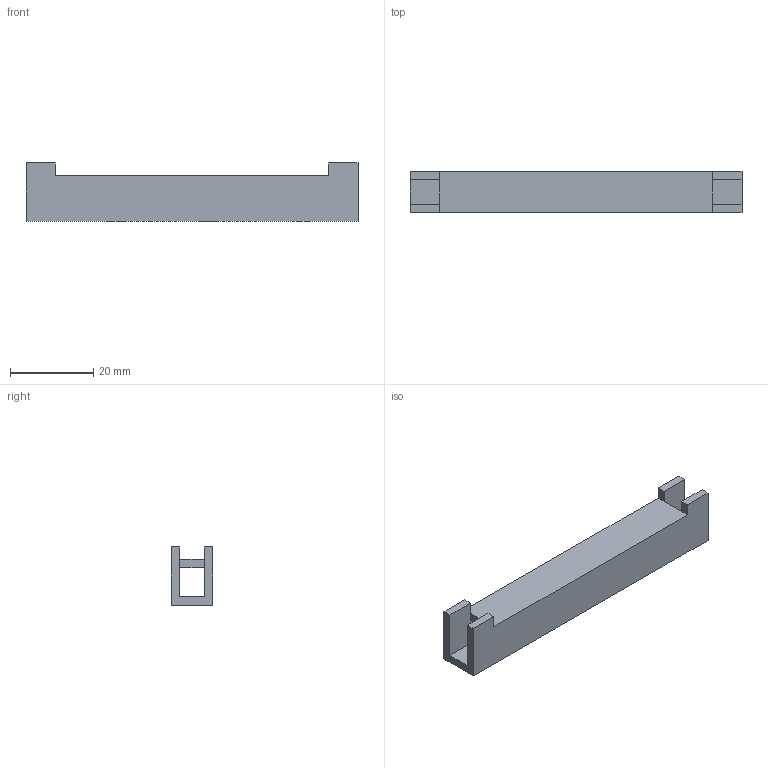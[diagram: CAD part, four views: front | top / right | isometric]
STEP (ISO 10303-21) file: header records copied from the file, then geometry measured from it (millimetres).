
FILE_DESCRIPTION(/* description */ (''),/* implementation_level */ '2;1');
FILE_NAME(/* name */ '',/* time_stamp */ '2025-12-26T21:05:32+03:00',/* author */ ('katya_notebook'),/* organization */ (''),/* preprocessor_version */ 'ST-DEVELOPER v20',/* originating_system */ 'Autodesk Inventor 2024',/* authorisation */ '');
FILE_SCHEMA (('AUTOMOTIVE_DESIGN { 1 0 10303 214 3 1 1 }'));
Length unit declared in the file: millimetre
Products named in the file (1): деталь держит 
провода
Bounding box: 80 x 10 x 13.98 mm (x, y, z)
Volume: 5363.5 mm3; surface area: 5678.6 mm2
Topology: 1 solids, 1 shells, 23 faces, 65 edges, 43 vertices
Faces by surface type: plane 20, cylinder 3
Full cylindrical faces by diameter (mm): 4 x3
Entity records: 803 total; most frequent: CARTESIAN_POINT 132, ORIENTED_EDGE 130, DIRECTION 119, EDGE_CURVE 65, LINE 59, VECTOR 59, VERTEX_POINT 42, AXIS2_PLACEMENT_3D 30
